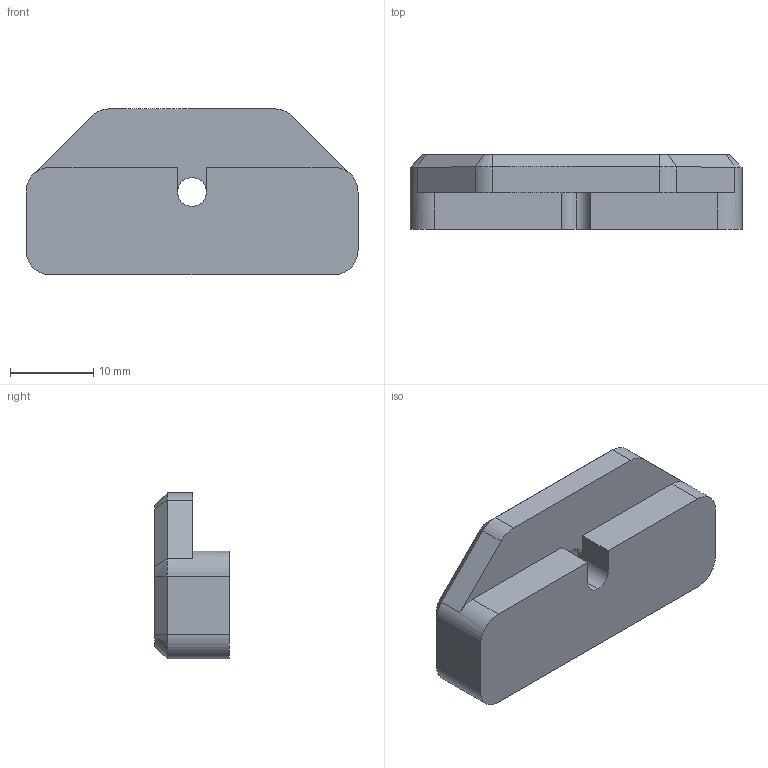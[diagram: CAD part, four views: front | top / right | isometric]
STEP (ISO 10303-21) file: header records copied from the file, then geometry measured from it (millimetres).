
FILE_DESCRIPTION (( 'STEP AP214' ), '1' );
FILE_NAME ('mid-panel_clip_3_32_foam.STEP', '2019-11-21T18:22:43', ( '' ), ( '' ), 'SwSTEP 2.0', 'SolidWorks 2019', '' );
FILE_SCHEMA (( 'AUTOMOTIVE_DESIGN' ));
Length unit declared in the file: millimetre
Products named in the file (1): mid-panel_clip_3_32_foam
Bounding box: 40 x 9 x 20 mm (x, y, z)
Volume: 5265.6 mm3; surface area: 2355 mm2
Topology: 1 solids, 1 shells, 40 faces, 98 edges, 60 vertices
Faces by surface type: plane 20, cone 10, cylinder 10
Entity records: 1206 total; most frequent: DIRECTION 214, CARTESIAN_POINT 199, ORIENTED_EDGE 196, EDGE_CURVE 98, AXIS2_PLACEMENT_3D 75, LINE 64, VECTOR 64, VERTEX_POINT 60
